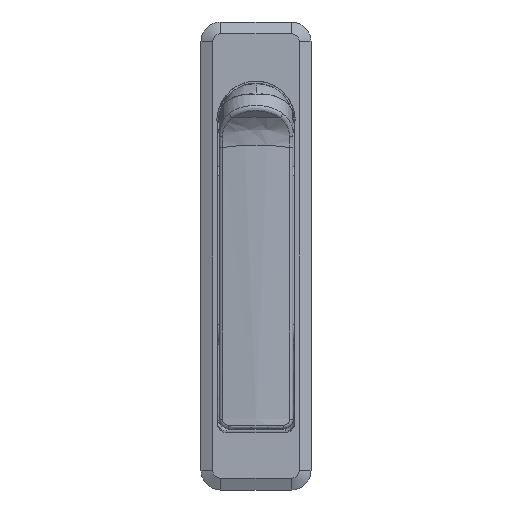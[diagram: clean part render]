
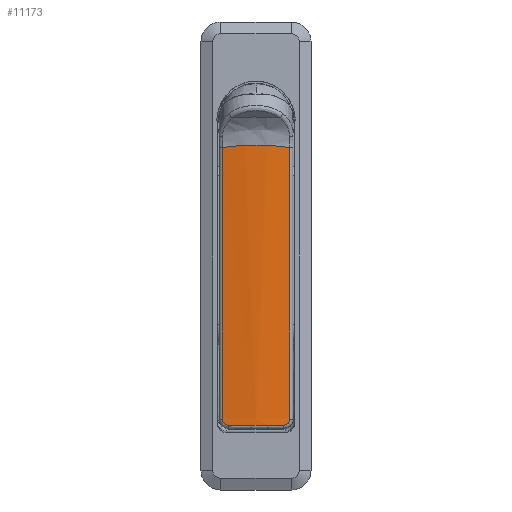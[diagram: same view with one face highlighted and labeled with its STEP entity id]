
A CAD part, front view. The second image highlights one B-rep face of the part: STEP entity #11173.
In plain terms, the highlighted free-form (B-spline) face has degree [1, 2] with [2, 3] control points.
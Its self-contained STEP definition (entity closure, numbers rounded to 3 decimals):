
#8358=CARTESIAN_POINT('',(-3.389,8.542,-6.926));
#8359=VERTEX_POINT('',#8358);
#8447=CARTESIAN_POINT('',(-3.389,-8.542,-6.926));
#8448=VERTEX_POINT('',#8447);
#8506=CARTESIAN_POINT('',(-3.389,8.542,-76.));
#8507=VERTEX_POINT('',#8506);
#8521=CARTESIAN_POINT('',(-3.389,8.542,-6.926));
#8522=CARTESIAN_POINT('',(-3.389,8.542,-76.));
#8523=QUASI_UNIFORM_CURVE('',1,(#8521,#8522),.UNSPECIFIED.,.F.,.U.);
#8524=EDGE_CURVE('',#8359,#8507,#8523,.T.);
#8549=CARTESIAN_POINT('',(-3.389,-8.542,-76.));
#8550=VERTEX_POINT('',#8549);
#8572=CARTESIAN_POINT('',(-3.389,-8.542,-76.));
#8573=CARTESIAN_POINT('',(-3.389,-8.542,-6.926));
#8574=QUASI_UNIFORM_CURVE('',1,(#8572,#8573),.UNSPECIFIED.,.F.,.U.);
#8575=EDGE_CURVE('',#8550,#8448,#8574,.T.);
#8690=CARTESIAN_POINT('',(-3.588,7.017,-77.5));
#8691=VERTEX_POINT('',#8690);
#8705=CARTESIAN_POINT('',(-3.389,8.542,-76.));
#8706=CARTESIAN_POINT('',(-3.389,8.542,-76.1));
#8707=CARTESIAN_POINT('',(-3.39,8.532,-76.2));
#8708=CARTESIAN_POINT('',(-3.395,8.502,-76.347));
#8709=CARTESIAN_POINT('',(-3.396,8.489,-76.395));
#8710=CARTESIAN_POINT('',(-3.401,8.46,-76.49));
#8711=CARTESIAN_POINT('',(-3.406,8.425,-76.582));
#8712=CARTESIAN_POINT('',(-3.412,8.382,-76.671));
#8713=CARTESIAN_POINT('',(-3.418,8.334,-76.758));
#8714=CARTESIAN_POINT('',(-3.422,8.308,-76.801));
#8715=CARTESIAN_POINT('',(-3.434,8.223,-76.924));
#8716=CARTESIAN_POINT('',(-3.443,8.159,-76.999));
#8717=CARTESIAN_POINT('',(-3.457,8.053,-77.102));
#8718=CARTESIAN_POINT('',(-3.462,8.016,-77.134));
#8719=CARTESIAN_POINT('',(-3.473,7.938,-77.197));
#8720=CARTESIAN_POINT('',(-3.478,7.898,-77.226));
#8721=CARTESIAN_POINT('',(-3.494,7.774,-77.306));
#8722=CARTESIAN_POINT('',(-3.506,7.687,-77.351));
#8723=CARTESIAN_POINT('',(-3.523,7.549,-77.407));
#8724=CARTESIAN_POINT('',(-3.529,7.502,-77.423));
#8725=CARTESIAN_POINT('',(-3.541,7.407,-77.451));
#8726=CARTESIAN_POINT('',(-3.547,7.359,-77.463));
#8727=CARTESIAN_POINT('',(-3.565,7.215,-77.491));
#8728=CARTESIAN_POINT('',(-3.577,7.117,-77.5));
#8729=CARTESIAN_POINT('',(-3.588,7.017,-77.5));
#8730=B_SPLINE_CURVE_WITH_KNOTS('',3,(#8705,#8706,#8707,#8708,#8709,#8710,#8711,#8712,#8713,#8714,#8715,#8716,#8717,#8718,#8719,#8720,#8721,#8722,#8723,#8724,#8725,#8726,#8727,#8728,#8729),.UNSPECIFIED.,.F.,.U.,(4,2,2,1,2,2,2,2,2,2,2,2,4),(0.0,0.125,0.188,0.25,0.312,0.375,0.5,0.562,0.625,0.75,0.812,0.875,1.0),.UNSPECIFIED.);
#8731=EDGE_CURVE('',#8507,#8691,#8730,.T.);
#8873=CARTESIAN_POINT('',(-3.588,-7.017,-77.5));
#8874=VERTEX_POINT('',#8873);
#8923=CARTESIAN_POINT('',(-3.588,-7.017,-77.5));
#8924=CARTESIAN_POINT('',(-3.577,-7.117,-77.5));
#8925=CARTESIAN_POINT('',(-3.565,-7.215,-77.491));
#8926=CARTESIAN_POINT('',(-3.547,-7.361,-77.462));
#8927=CARTESIAN_POINT('',(-3.541,-7.41,-77.45));
#8928=CARTESIAN_POINT('',(-3.529,-7.504,-77.422));
#8929=CARTESIAN_POINT('',(-3.517,-7.597,-77.39));
#8930=CARTESIAN_POINT('',(-3.506,-7.686,-77.349));
#8931=CARTESIAN_POINT('',(-3.494,-7.774,-77.303));
#8932=CARTESIAN_POINT('',(-3.489,-7.817,-77.278));
#8933=CARTESIAN_POINT('',(-3.472,-7.942,-77.197));
#8934=CARTESIAN_POINT('',(-3.462,-8.019,-77.135));
#8935=CARTESIAN_POINT('',(-3.447,-8.125,-77.032));
#8936=CARTESIAN_POINT('',(-3.443,-8.159,-76.996));
#8937=CARTESIAN_POINT('',(-3.434,-8.223,-76.92));
#8938=CARTESIAN_POINT('',(-3.43,-8.253,-76.88));
#8939=CARTESIAN_POINT('',(-3.418,-8.337,-76.758));
#8940=CARTESIAN_POINT('',(-3.411,-8.385,-76.671));
#8941=CARTESIAN_POINT('',(-3.403,-8.443,-76.534));
#8942=CARTESIAN_POINT('',(-3.401,-8.461,-76.487));
#8943=CARTESIAN_POINT('',(-3.396,-8.49,-76.392));
#8944=CARTESIAN_POINT('',(-3.395,-8.503,-76.344));
#8945=CARTESIAN_POINT('',(-3.39,-8.532,-76.199));
#8946=CARTESIAN_POINT('',(-3.389,-8.542,-76.1));
#8947=CARTESIAN_POINT('',(-3.389,-8.542,-76.));
#8948=B_SPLINE_CURVE_WITH_KNOTS('',3,(#8923,#8924,#8925,#8926,#8927,#8928,#8929,#8930,#8931,#8932,#8933,#8934,#8935,#8936,#8937,#8938,#8939,#8940,#8941,#8942,#8943,#8944,#8945,#8946,#8947),.UNSPECIFIED.,.F.,.U.,(4,2,2,1,2,2,2,2,2,2,2,2,4),(0.0,0.125,0.187,0.25,0.312,0.375,0.5,0.562,0.625,0.75,0.812,0.875,1.0),.UNSPECIFIED.);
#8949=EDGE_CURVE('',#8874,#8550,#8948,.T.);
#8986=CARTESIAN_POINT('',(-3.588,7.017,-77.5));
#8987=CARTESIAN_POINT('',(-3.864,4.678,-77.5));
#8988=CARTESIAN_POINT('',(-4.136,0.,-77.5));
#8989=CARTESIAN_POINT('',(-3.864,-4.678,-77.5));
#8990=CARTESIAN_POINT('',(-3.588,-7.017,-77.5));
#8991=B_SPLINE_CURVE_WITH_KNOTS('',3,(#8986,#8987,#8988,#8989,#8990),.UNSPECIFIED.,.F.,.U.,(4,1,4),(0.0,0.5,1.0),.UNSPECIFIED.);
#8992=EDGE_CURVE('',#8691,#8874,#8991,.T.);
#10801=CARTESIAN_POINT('',(-3.389,-8.542,-6.926));
#10802=CARTESIAN_POINT('',(-4.618,0.,-5.493));
#10803=CARTESIAN_POINT('',(-3.389,8.542,-6.926));
#10811=(BOUNDED_CURVE()B_SPLINE_CURVE(2,(#10801,#10802,#10803),.UNSPECIFIED.,.F.,.U.)CURVE()GEOMETRIC_REPRESENTATION_ITEM()QUASI_UNIFORM_CURVE()RATIONAL_B_SPLINE_CURVE((1.0,0.99,1.0))REPRESENTATION_ITEM(''));
#10812=EDGE_CURVE('',#8448,#8359,#10811,.T.);
#11151=CARTESIAN_POINT('',(-3.261,9.385,-4.431));
#11152=CARTESIAN_POINT('',(-3.261,9.385,-79.327));
#11153=CARTESIAN_POINT('',(-4.748,-0.001,-4.431));
#11154=CARTESIAN_POINT('',(-4.748,-0.001,-79.327));
#11155=CARTESIAN_POINT('',(-3.261,-9.387,-4.431));
#11156=CARTESIAN_POINT('',(-3.261,-9.387,-79.327));
#11164=(BOUNDED_SURFACE()B_SPLINE_SURFACE(1,2,((#11151,#11153,#11155),(#11152,#11154,#11156)),.UNSPECIFIED.,.F.,.F.,.U.)B_SPLINE_SURFACE_WITH_KNOTS((2,2),(3,3),(0.0,74.896),(0.0,18.888),.UNSPECIFIED.)GEOMETRIC_REPRESENTATION_ITEM()RATIONAL_B_SPLINE_SURFACE(((0.999,0.986,0.997),(0.999,0.986,0.997)))REPRESENTATION_ITEM('')SURFACE());
#11165=ORIENTED_EDGE('',*,*,#8949,.T.);
#11166=ORIENTED_EDGE('',*,*,#8575,.T.);
#11167=ORIENTED_EDGE('',*,*,#10812,.T.);
#11168=ORIENTED_EDGE('',*,*,#8524,.T.);
#11169=ORIENTED_EDGE('',*,*,#8731,.T.);
#11170=ORIENTED_EDGE('',*,*,#8992,.T.);
#11171=EDGE_LOOP('',(#11165,#11166,#11167,#11168,#11169,#11170));
#11172=FACE_OUTER_BOUND('',#11171,.T.);
#11173=ADVANCED_FACE('',(#11172),#11164,.T.);
